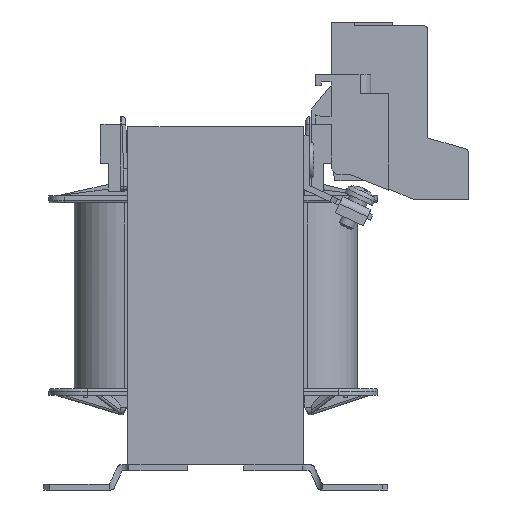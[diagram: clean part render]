
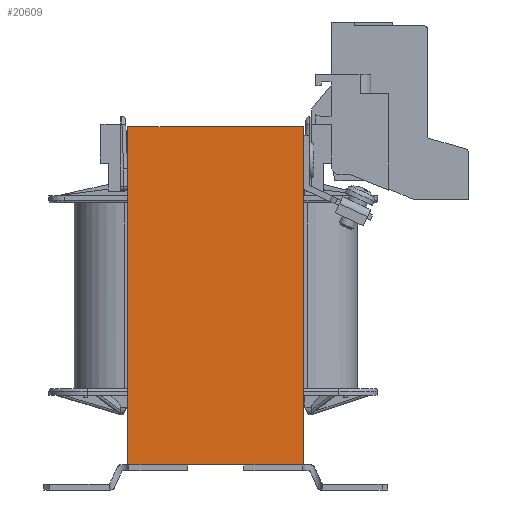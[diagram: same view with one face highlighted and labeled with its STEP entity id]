
A CAD part, left-side view. The second image highlights one B-rep face of the part: STEP entity #20609.
In plain terms, the highlighted planar face has unit normal (-1, 0, 0).
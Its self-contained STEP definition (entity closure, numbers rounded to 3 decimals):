
#2202=FACE_OUTER_BOUND('',#3276,.T.);
#3276=EDGE_LOOP('',(#17634,#17635,#17636,#17637,#17638,#17639,#17640,#17641));
#5100=LINE('',#36582,#7178);
#5201=LINE('',#36910,#7279);
#5255=LINE('',#37129,#7333);
#5309=LINE('',#37252,#7387);
#5313=LINE('',#37266,#7391);
#5347=LINE('',#37351,#7425);
#5348=LINE('',#37352,#7426);
#5349=LINE('',#37353,#7427);
#7178=VECTOR('',#26384,10.);
#7279=VECTOR('',#26625,10.);
#7333=VECTOR('',#26747,10.);
#7387=VECTOR('',#26879,10.);
#7391=VECTOR('',#26893,10.);
#7425=VECTOR('',#26969,10.);
#7426=VECTOR('',#26970,10.);
#7427=VECTOR('',#26971,10.);
#9038=VERTEX_POINT('',#36580);
#9039=VERTEX_POINT('',#36581);
#9128=VERTEX_POINT('',#36909);
#9159=VERTEX_POINT('',#37011);
#9191=VERTEX_POINT('',#37128);
#9221=VERTEX_POINT('',#37250);
#9226=VERTEX_POINT('',#37264);
#9256=VERTEX_POINT('',#37350);
#11757=EDGE_CURVE('',#9038,#9039,#5100,.T.);
#11892=EDGE_CURVE('',#9128,#9038,#5201,.T.);
#11972=EDGE_CURVE('',#9191,#9159,#5255,.T.);
#12034=EDGE_CURVE('',#9159,#9221,#5309,.T.);
#12041=EDGE_CURVE('',#9221,#9226,#5313,.T.);
#12084=EDGE_CURVE('',#9256,#9128,#5347,.T.);
#12085=EDGE_CURVE('',#9039,#9191,#5348,.T.);
#12086=EDGE_CURVE('',#9256,#9226,#5349,.T.);
#17634=ORIENTED_EDGE('',*,*,#12084,.T.);
#17635=ORIENTED_EDGE('',*,*,#11892,.T.);
#17636=ORIENTED_EDGE('',*,*,#11757,.T.);
#17637=ORIENTED_EDGE('',*,*,#12085,.T.);
#17638=ORIENTED_EDGE('',*,*,#11972,.T.);
#17639=ORIENTED_EDGE('',*,*,#12034,.T.);
#17640=ORIENTED_EDGE('',*,*,#12041,.T.);
#17641=ORIENTED_EDGE('',*,*,#12086,.F.);
#18674=PLANE('',#22082);
#20609=ADVANCED_FACE('',(#2202),#18674,.T.);
#22082=AXIS2_PLACEMENT_3D('',#37349,#26967,#26968);
#26384=DIRECTION('',(0.,-1.,0.));
#26625=DIRECTION('',(0.,-1.,0.));
#26747=DIRECTION('',(0.,-1.,0.));
#26879=DIRECTION('',(0.,-1.,0.));
#26893=DIRECTION('',(0.,0.,1.));
#26967=DIRECTION('center_axis',(-1.,0.,0.));
#26968=DIRECTION('ref_axis',(0.,0.,1.));
#26969=DIRECTION('',(0.,0.,-1.));
#26970=DIRECTION('',(0.,-1.,0.));
#26971=DIRECTION('',(0.,-1.,0.));
#36580=CARTESIAN_POINT('',(-52.5,22.5,-43.75));
#36581=CARTESIAN_POINT('',(-52.5,7.25,-43.75));
#36582=CARTESIAN_POINT('',(-52.5,0.,-43.75));
#36909=CARTESIAN_POINT('',(-52.5,22.75,-43.75));
#36910=CARTESIAN_POINT('',(-52.5,0.,-43.75));
#37011=CARTESIAN_POINT('',(-52.5,-22.5,-43.75));
#37128=CARTESIAN_POINT('',(-52.5,-7.25,-43.75));
#37129=CARTESIAN_POINT('',(-52.5,0.,-43.75));
#37250=CARTESIAN_POINT('',(-52.5,-22.75,-43.75));
#37252=CARTESIAN_POINT('',(-52.5,0.,-43.75));
#37264=CARTESIAN_POINT('',(-52.5,-22.75,43.75));
#37266=CARTESIAN_POINT('',(-52.5,-22.75,43.75));
#37349=CARTESIAN_POINT('Origin',(-52.5,0.,43.75));
#37350=CARTESIAN_POINT('',(-52.5,22.75,43.75));
#37351=CARTESIAN_POINT('',(-52.5,22.75,43.75));
#37352=CARTESIAN_POINT('',(-52.5,0.,-43.75));
#37353=CARTESIAN_POINT('',(-52.5,0.,43.75));
